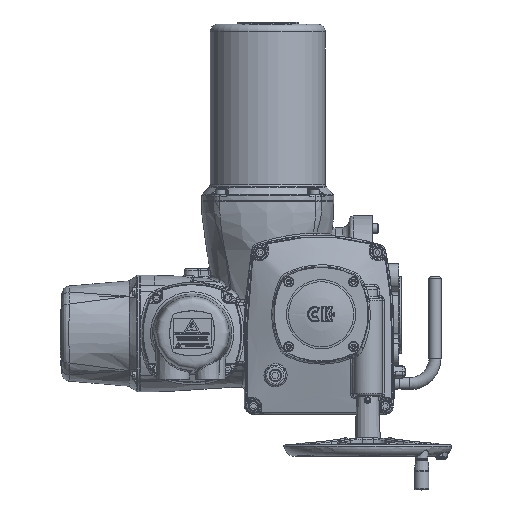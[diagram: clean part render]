
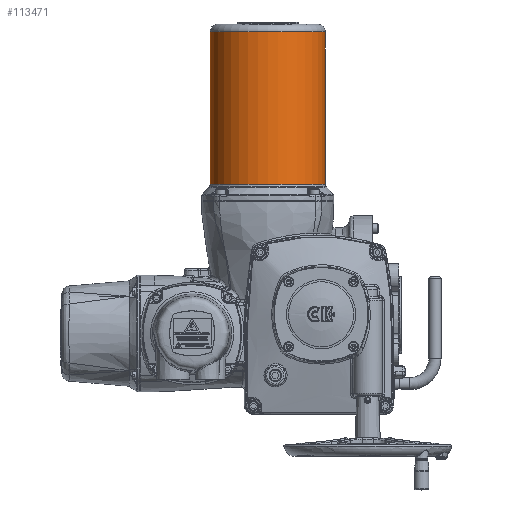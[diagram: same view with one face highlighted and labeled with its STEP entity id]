
A CAD part, top view. The second image highlights one B-rep face of the part: STEP entity #113471.
In plain terms, the highlighted cylindrical face has radius 75.5 mm (diameter 151 mm), a full revolution.
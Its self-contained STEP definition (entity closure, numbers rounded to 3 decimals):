
#2011=CYLINDRICAL_SURFACE('',#119085,75.5);
#6308=B_SPLINE_CURVE_WITH_KNOTS('',3,(#207929,#207930,#207931,#207932,#207933,
#207934,#207935,#207936,#207937,#207938,#207939,#207940,#207941,#207942,
#207943,#207944,#207945,#207946,#207947,#207948,#207949,#207950,#207951,
#207952,#207953,#207954,#207955,#207956,#207957,#207958,#207959,#207960,
#207961,#207962,#207963),.UNSPECIFIED.,.T.,.F.,(1,1,1,1,1,1,1,1,1,1,1,1,
1,1,1,1,1,1,1,1,1,1,1,1,1,1,1,1,1,1,1,1,1,1,1,1,1,1,1),(-0.095,
-0.064,-0.033,0.,0.03,0.061,0.092,
0.123,0.155,0.186,0.217,0.248,
0.28,0.311,0.342,0.373,
0.405,0.436,0.467,0.498,
0.53,0.561,0.592,0.623,
0.655,0.686,0.717,0.748,
0.78,0.811,0.842,0.873,
0.905,0.936,0.967,1.,1.03,1.061,
1.092),.UNSPECIFIED.);
#29855=ORIENTED_EDGE('',*,*,#46584,.T.);
#29856=ORIENTED_EDGE('',*,*,#46583,.T.);
#29857=ORIENTED_EDGE('',*,*,#46585,.T.);
#46583=EDGE_CURVE('',#55814,#55814,#6308,.T.);
#46584=EDGE_CURVE('',#55815,#55815,#60658,.T.);
#46585=EDGE_CURVE('',#55816,#55816,#60659,.T.);
#55814=VERTEX_POINT('',#207964);
#55815=VERTEX_POINT('',#207967);
#55816=VERTEX_POINT('',#207969);
#60658=CIRCLE('',#119086,75.5);
#60659=CIRCLE('',#119087,75.5);
#64638=EDGE_LOOP('',(#29855));
#64639=EDGE_LOOP('',(#29856));
#64640=EDGE_LOOP('',(#29857));
#70468=FACE_BOUND('',#64638,.T.);
#70469=FACE_BOUND('',#64639,.T.);
#70470=FACE_BOUND('',#64640,.T.);
#113471=ADVANCED_FACE('',(#70468,#70469,#70470),#2011,.T.);
#119085=AXIS2_PLACEMENT_3D('',#207965,#130485,#130486);
#119086=AXIS2_PLACEMENT_3D('',#207966,#130487,#130488);
#119087=AXIS2_PLACEMENT_3D('',#207968,#130489,#130490);
#130485=DIRECTION('',(0.,1.,0.));
#130486=DIRECTION('',(-1.,0.,0.));
#130487=DIRECTION('',(0.,-1.,0.));
#130488=DIRECTION('',(1.,0.,0.));
#130489=DIRECTION('',(0.,1.,0.));
#130490=DIRECTION('',(-1.,0.,0.));
#207929=CARTESIAN_POINT('',(-53.994,256.519,3.214));
#207930=CARTESIAN_POINT('',(-53.305,259.873,3.369));
#207931=CARTESIAN_POINT('',(-53.238,263.299,3.384));
#207932=CARTESIAN_POINT('',(-53.752,266.593,3.268));
#207933=CARTESIAN_POINT('',(-54.88,269.8,3.025));
#207934=CARTESIAN_POINT('',(-56.574,272.753,2.695));
#207935=CARTESIAN_POINT('',(-58.774,275.301,2.325));
#207936=CARTESIAN_POINT('',(-61.47,277.397,1.965));
#207937=CARTESIAN_POINT('',(-64.496,278.884,1.678));
#207938=CARTESIAN_POINT('',(-67.816,279.719,1.506));
#207939=CARTESIAN_POINT('',(-71.215,279.821,1.484));
#207940=CARTESIAN_POINT('',(-74.563,279.2,1.614));
#207941=CARTESIAN_POINT('',(-77.714,277.876,1.875));
#207942=CARTESIAN_POINT('',(-80.492,275.961,2.217));
#207943=CARTESIAN_POINT('',(-82.854,273.515,2.592));
#207944=CARTESIAN_POINT('',(-84.698,270.675,2.939));
#207945=CARTESIAN_POINT('',(-85.985,267.524,3.209));
#207946=CARTESIAN_POINT('',(-86.688,264.18,3.367));
#207947=CARTESIAN_POINT('',(-86.773,260.776,3.387));
#207948=CARTESIAN_POINT('',(-86.249,257.412,3.268));
#207949=CARTESIAN_POINT('',(-85.126,254.207,3.026));
#207950=CARTESIAN_POINT('',(-83.438,251.263,2.697));
#207951=CARTESIAN_POINT('',(-81.224,248.701,2.325));
#207952=CARTESIAN_POINT('',(-78.551,246.615,1.967));
#207953=CARTESIAN_POINT('',(-75.498,245.113,1.678));
#207954=CARTESIAN_POINT('',(-72.189,244.283,1.507));
#207955=CARTESIAN_POINT('',(-68.797,244.175,1.484));
#207956=CARTESIAN_POINT('',(-65.424,244.805,1.615));
#207957=CARTESIAN_POINT('',(-62.308,246.112,1.873));
#207958=CARTESIAN_POINT('',(-59.502,248.044,2.218));
#207959=CARTESIAN_POINT('',(-57.152,250.478,2.591));
#207960=CARTESIAN_POINT('',(-55.306,253.318,2.938));
#207961=CARTESIAN_POINT('',(-53.994,256.519,3.214));
#207962=CARTESIAN_POINT('',(-53.305,259.873,3.369));
#207963=CARTESIAN_POINT('',(-53.238,263.299,3.384));
#207964=CARTESIAN_POINT('',(-53.396,260.002,3.348));
#207965=CARTESIAN_POINT('',(-70.,102.5,77.));
#207966=CARTESIAN_POINT('',(-70.,370.,77.));
#207967=CARTESIAN_POINT('',(5.5,370.,77.));
#207968=CARTESIAN_POINT('',(-70.,170.646,77.));
#207969=CARTESIAN_POINT('',(-145.5,170.646,77.));
